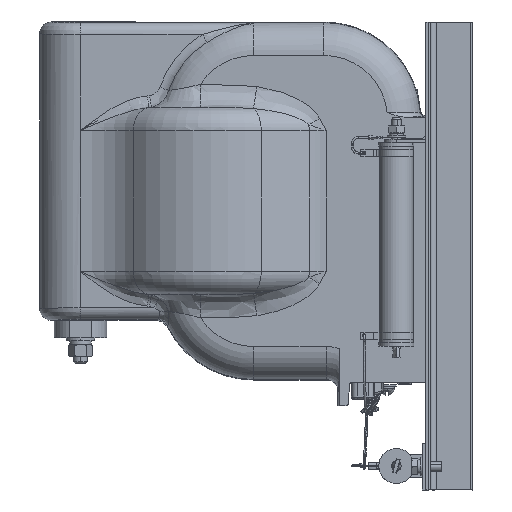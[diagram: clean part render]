
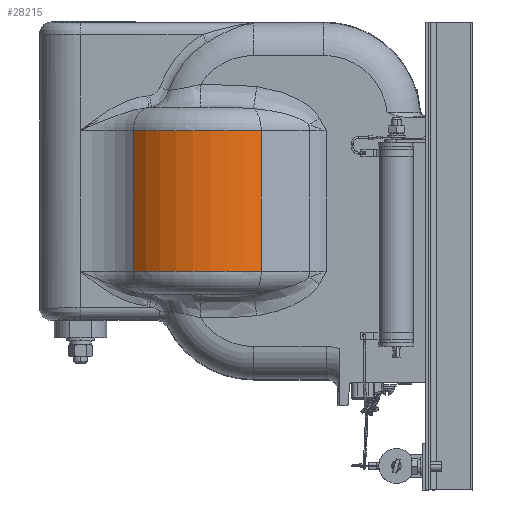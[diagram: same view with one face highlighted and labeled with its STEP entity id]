
A CAD part, left-side view. The second image highlights one B-rep face of the part: STEP entity #28215.
In plain terms, the highlighted cylindrical face has radius 87.5 mm (diameter 175 mm), a partial arc.
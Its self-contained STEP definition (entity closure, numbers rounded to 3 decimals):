
#18496 = EDGE_CURVE ( 'NONE', #29436, #29438, #79952, .T. ) ;
#18631 = EDGE_CURVE ( 'NONE', #29520, #29522, #80443, .T. ) ;
#18677 = EDGE_CURVE ( 'NONE', #29520, #29438, #80577, .T. ) ;
#18683 = EDGE_CURVE ( 'NONE', #29522, #29436, #80610, .T. ) ;
#26980 = CARTESIAN_POINT ( 'NONE',  ( -12.032, 170.478, -108.447 ) ) ;
#26982 = DIRECTION ( 'NONE',  ( 0., -1., 0. ) ) ;
#26983 = DIRECTION ( 'NONE',  ( 0., 0., -1. ) ) ;
#28215 = ADVANCED_FACE ( 'NONE', ( #96225 ), #96233, .T. ) ;
#29436 = VERTEX_POINT ( 'NONE', #68288 ) ;
#29438 = VERTEX_POINT ( 'NONE', #68290 ) ;
#29520 = VERTEX_POINT ( 'NONE', #68372 ) ;
#29522 = VERTEX_POINT ( 'NONE', #68374 ) ;
#33738 = ORIENTED_EDGE ( 'NONE', *, *, #18677, .F. ) ;
#33740 = ORIENTED_EDGE ( 'NONE', *, *, #18631, .T. ) ;
#33742 = ORIENTED_EDGE ( 'NONE', *, *, #18683, .T. ) ;
#33744 = ORIENTED_EDGE ( 'NONE', *, *, #18496, .T. ) ;
#44158 = EDGE_LOOP ( 'NONE', ( #33738, #33740, #33742, #33744 ) ) ;
#63183 = AXIS2_PLACEMENT_3D ( 'NONE', #83294, #83295, #83296 ) ;
#63342 = AXIS2_PLACEMENT_3D ( 'NONE', #84592, #84595, #84597 ) ;
#68288 = CARTESIAN_POINT ( 'NONE',  ( -68.386, 237.414, -88.447 ) ) ;
#68290 = CARTESIAN_POINT ( 'NONE',  ( -88.544, 128.026, -88.447 ) ) ;
#68372 = CARTESIAN_POINT ( 'NONE',  ( -88.544, 128.026, 31.553 ) ) ;
#68374 = CARTESIAN_POINT ( 'NONE',  ( -68.386, 237.414, 31.553 ) ) ;
#79952 = CIRCLE ( 'NONE', #63183, 87.5 ) ;
#80443 = CIRCLE ( 'NONE', #63342, 87.5 ) ;
#80527 = VECTOR ( 'NONE', #89425, 1000. ) ;
#80547 = VECTOR ( 'NONE', #89388, 1000. ) ;
#80577 = LINE ( 'NONE', #89387, #80547 ) ;
#80610 = LINE ( 'NONE', #89409, #80527 ) ;
#83294 = CARTESIAN_POINT ( 'NONE',  ( -12.032, 170.478, -88.447 ) ) ;
#83295 = DIRECTION ( 'NONE',  ( 0., 0., 1. ) ) ;
#83296 = DIRECTION ( 'NONE',  ( 0., 1., 0. ) ) ;
#84592 = CARTESIAN_POINT ( 'NONE',  ( -12.032, 170.478, 31.553 ) ) ;
#84595 = DIRECTION ( 'NONE',  ( 0., 0., -1. ) ) ;
#84597 = DIRECTION ( 'NONE',  ( 0., -1., 0. ) ) ;
#89387 = CARTESIAN_POINT ( 'NONE',  ( -88.544, 128.026, 113.103 ) ) ;
#89388 = DIRECTION ( 'NONE',  ( 0., 0., -1. ) ) ;
#89409 = CARTESIAN_POINT ( 'NONE',  ( -68.386, 237.414, -108.447 ) ) ;
#89425 = DIRECTION ( 'NONE',  ( 0., 0., -1. ) ) ;
#95068 = AXIS2_PLACEMENT_3D ( 'NONE', #26980, #26983, #26982 ) ;
#96225 = FACE_OUTER_BOUND ( 'NONE', #44158, .T. ) ;
#96233 = CYLINDRICAL_SURFACE ( 'NONE', #95068, 87.5 ) ;
